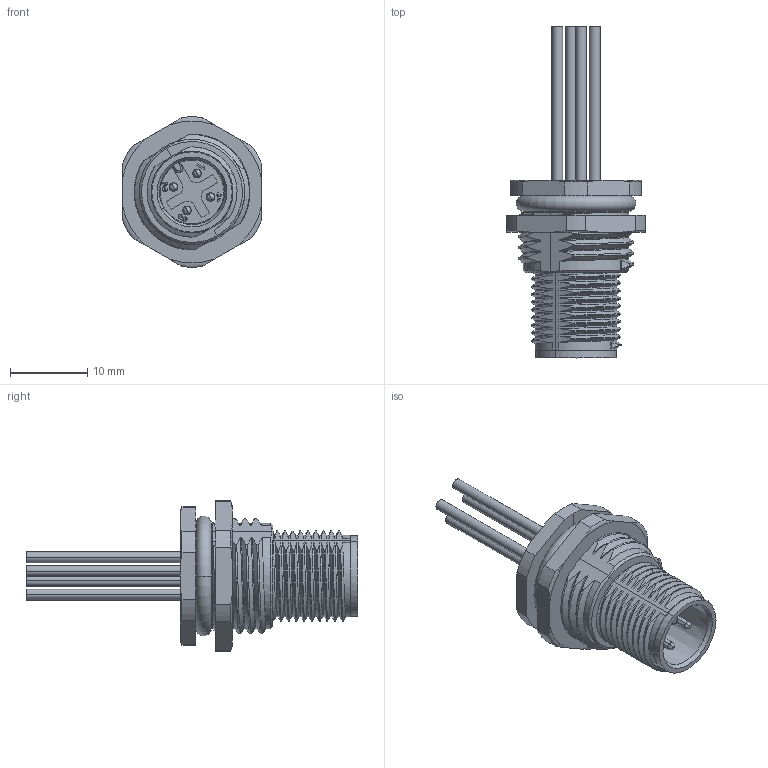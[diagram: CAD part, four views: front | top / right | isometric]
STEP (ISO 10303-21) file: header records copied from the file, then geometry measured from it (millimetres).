
FILE_DESCRIPTION((''),'2;1');
FILE_NAME('M12-M04A-BKR-PG9-W0P2_SW0001','2017-07-21T',('hq.zhang'),(''),'PRO/ENGINEER BY PARAMETRIC TECHNOLOGY CORPORATION, 2012480','PRO/ENGINEER BY PARAMETRIC TECHNOLOGY CORPORATION, 2012480','');
FILE_SCHEMA(('AUTOMOTIVE_DESIGN { 1 0 10303 214 1 1 1 1 }'));
Length unit declared in the file: millimetre
Products named in the file (1): M12-M04A-BKR-PG9-W0P2_SW0001
Bounding box: 18 x 43 x 19.48 mm (x, y, z)
Volume: 3017.6 mm3; surface area: 2738.1 mm2
Topology: 1 solids, 1 shells, 357 faces, 1023 edges, 668 vertices
Faces by surface type: bspline 110, cylinder 84, plane 83, extrusion 43, torus 15, cone 14, sphere 8
Entity records: 22443 total; most frequent: CARTESIAN_POINT 14067, ORIENTED_EDGE 2030, DIRECTION 1169, EDGE_CURVE 1015, VERTEX_POINT 668, B_SPLINE_CURVE_WITH_KNOTS 493, VECTOR 455, LINE 412
